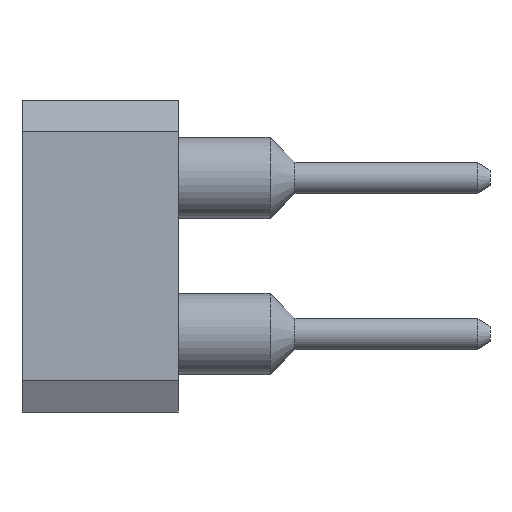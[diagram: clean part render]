
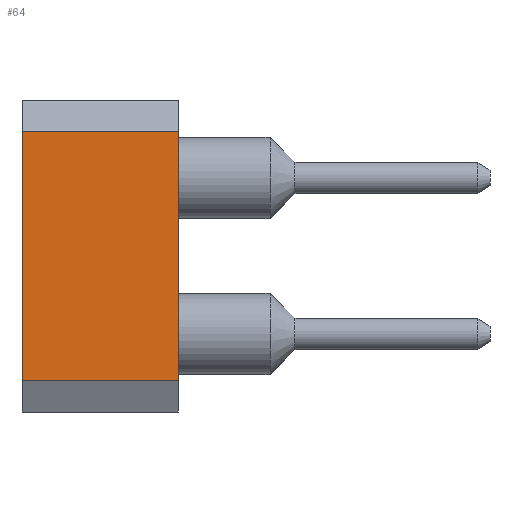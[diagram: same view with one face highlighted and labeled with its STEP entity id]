
A CAD part, left-side view. The second image highlights one B-rep face of the part: STEP entity #64.
In plain terms, the highlighted planar face has unit normal (-1, 0, 0).
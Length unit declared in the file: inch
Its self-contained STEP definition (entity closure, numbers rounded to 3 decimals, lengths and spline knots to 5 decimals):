
#43 = EDGE_CURVE ( 'NONE', #1606, #355, #2612, .T. ) ;
#53 = EDGE_LOOP ( 'NONE', ( #68, #54, #69, #62 ) ) ;
#54 = ORIENTED_EDGE ( 'NONE', *, *, #58, .F. ) ;
#58 = EDGE_CURVE ( 'NONE', #1597, #121, #2675, .T. ) ;
#62 = ORIENTED_EDGE ( 'NONE', *, *, #43, .T. ) ;
#64 = ADVANCED_FACE ( 'NONE', ( #2610 ), #2705, .F. ) ;
#68 = ORIENTED_EDGE ( 'NONE', *, *, #346, .T. ) ;
#69 = ORIENTED_EDGE ( 'NONE', *, *, #1602, .F. ) ;
#121 = VERTEX_POINT ( 'NONE', #2904 ) ;
#346 = EDGE_CURVE ( 'NONE', #355, #121, #3348, .T. ) ;
#355 = VERTEX_POINT ( 'NONE', #3391 ) ;
#1597 = VERTEX_POINT ( 'NONE', #5112 ) ;
#1602 = EDGE_CURVE ( 'NONE', #1606, #1597, #5093, .T. ) ;
#1606 = VERTEX_POINT ( 'NONE', #5156 ) ;
#2608 = DIRECTION ( 'NONE',  ( 0., -1., 0. ) ) ;
#2609 = VECTOR ( 'NONE', #2608, 39.37008 ) ;
#2610 = FACE_OUTER_BOUND ( 'NONE', #53, .T. ) ;
#2611 = CARTESIAN_POINT ( 'NONE',  ( -0.25, 0.1, -0.08 ) ) ;
#2612 = LINE ( 'NONE', #2611, #2609 ) ;
#2674 = CARTESIAN_POINT ( 'NONE',  ( -0.25, 0.1, 0.08 ) ) ;
#2675 = LINE ( 'NONE', #2674, #2704 ) ;
#2702 = AXIS2_PLACEMENT_3D ( 'NONE', #2736, #2735, #2734 ) ;
#2703 = DIRECTION ( 'NONE',  ( 0., -1., 0. ) ) ;
#2704 = VECTOR ( 'NONE', #2703, 39.37008 ) ;
#2705 = PLANE ( 'NONE',  #2702 ) ;
#2734 = DIRECTION ( 'NONE',  ( 0., 0., -1. ) ) ;
#2735 = DIRECTION ( 'NONE',  ( 1., 0., 0. ) ) ;
#2736 = CARTESIAN_POINT ( 'NONE',  ( -0.25, 0.1, -0.08 ) ) ;
#2904 = CARTESIAN_POINT ( 'NONE',  ( -0.25, 0., 0.08 ) ) ;
#3341 = VECTOR ( 'NONE', #3346, 39.37008 ) ;
#3346 = DIRECTION ( 'NONE',  ( 0., 0., 1. ) ) ;
#3347 = CARTESIAN_POINT ( 'NONE',  ( -0.25, 0., -0.08 ) ) ;
#3348 = LINE ( 'NONE', #3347, #3341 ) ;
#3391 = CARTESIAN_POINT ( 'NONE',  ( -0.25, 0., -0.08 ) ) ;
#5090 = DIRECTION ( 'NONE',  ( 0., 0., 1. ) ) ;
#5092 = CARTESIAN_POINT ( 'NONE',  ( -0.25, 0.1, -0.08 ) ) ;
#5093 = LINE ( 'NONE', #5092, #5099 ) ;
#5099 = VECTOR ( 'NONE', #5090, 39.37008 ) ;
#5112 = CARTESIAN_POINT ( 'NONE',  ( -0.25, 0.1, 0.08 ) ) ;
#5156 = CARTESIAN_POINT ( 'NONE',  ( -0.25, 0.1, -0.08 ) ) ;
